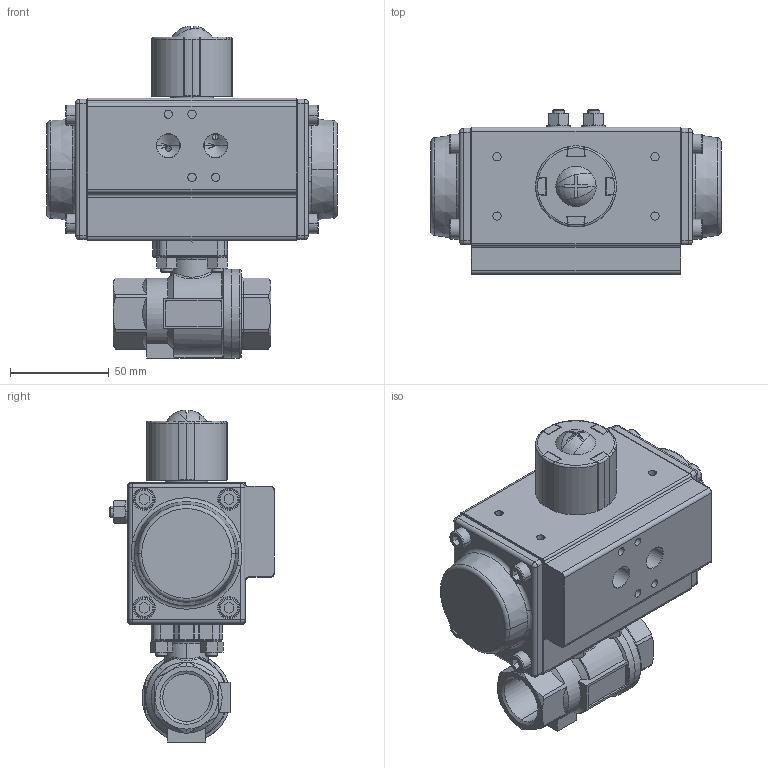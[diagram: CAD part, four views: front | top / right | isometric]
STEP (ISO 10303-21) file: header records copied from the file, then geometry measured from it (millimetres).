
FILE_DESCRIPTION(('HOOPS Exchange Step'),'2;1');
FILE_NAME('PK0201_DN20.stp','2025-04-02T11:51:44+02:00',('nieru'),('Unknown organisation'),'HOOPS Exchange 2024.2','HOOPS Exchange','Unknown authorisation');
FILE_SCHEMA( ('AP203_CONFIGURATION_CONTROLLED_3D_DESIGN_OF_MECHANICAL_PARTS_AND_ASSEMBLIES_MIM_LF') );
Length unit declared in the file: millimetre
Products named in the file (4): 0; root
Assembly tree (3 placements, depth 3):
  root
    0
      0
      0
Bounding box: 147 x 83.5 x 168.15 mm (x, y, z)
Volume: 522734.3 mm3; surface area: 133682.7 mm2
Topology: 34 solids, 35 shells, 1387 faces, 3423 edges, 2146 vertices
Faces by surface type: plane 582, cylinder 394, cone 164, torus 114, bspline 93, sphere 40
Full cylindrical faces by diameter (mm): 5 x5, 6 x4
Entity records: 48173 total; most frequent: CARTESIAN_POINT 16161, ORIENTED_EDGE 6766, DIRECTION 6353, EDGE_CURVE 3383, AXIS2_PLACEMENT_3D 2394, VERTEX_POINT 2148, VECTOR 1565, LINE 1565
